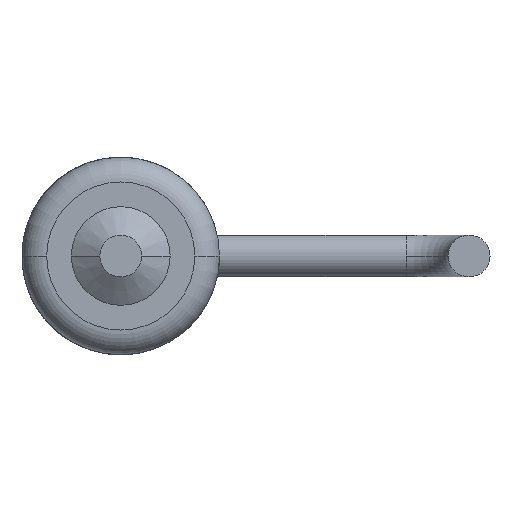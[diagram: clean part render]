
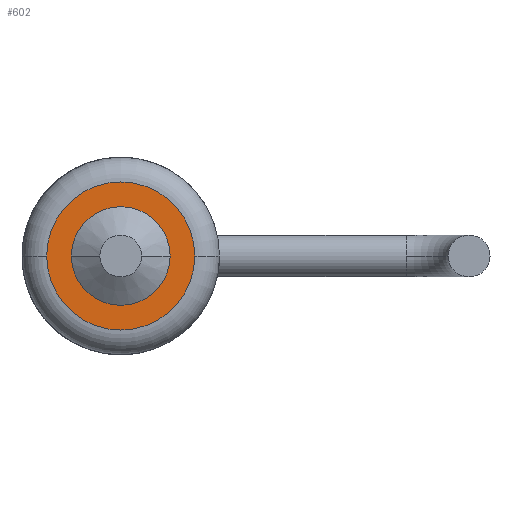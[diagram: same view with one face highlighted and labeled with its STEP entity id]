
A CAD part, front view. The second image highlights one B-rep face of the part: STEP entity #602.
In plain terms, the highlighted planar face has unit normal (0, -1, 0).
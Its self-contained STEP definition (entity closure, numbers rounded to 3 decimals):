
#95 = CIRCLE ( 'NONE', #1505, 0.81 ) ;
#146 = DIRECTION ( 'NONE',  ( 0., -1., 0. ) ) ;
#178 = DIRECTION ( 'NONE',  ( 1., 0., 0. ) ) ;
#196 = ORIENTED_EDGE ( 'NONE', *, *, #3391, .T. ) ;
#334 = EDGE_CURVE ( 'NONE', #3010, #4277, #3201, .T. ) ;
#410 = EDGE_CURVE ( 'NONE', #3360, #3955, #3279, .T. ) ;
#519 = CARTESIAN_POINT ( 'NONE',  ( -0.81, 1.21, 0. ) ) ;
#578 = CIRCLE ( 'NONE', #1770, 0.54 ) ;
#602 = ADVANCED_FACE ( 'NONE', ( #2597, #3980 ), #1614, .F. ) ;
#828 = DIRECTION ( 'NONE',  ( 1., 0., 0. ) ) ;
#910 = AXIS2_PLACEMENT_3D ( 'NONE', #4124, #146, #1436 ) ;
#1309 = DIRECTION ( 'NONE',  ( -1., 0., 0. ) ) ;
#1436 = DIRECTION ( 'NONE',  ( 1., 0., 0. ) ) ;
#1457 = CARTESIAN_POINT ( 'NONE',  ( -0.54, 1.21, 0. ) ) ;
#1505 = AXIS2_PLACEMENT_3D ( 'NONE', #2808, #3919, #178 ) ;
#1519 = ORIENTED_EDGE ( 'NONE', *, *, #2800, .F. ) ;
#1614 = PLANE ( 'NONE',  #2451 ) ;
#1770 = AXIS2_PLACEMENT_3D ( 'NONE', #1791, #2783, #828 ) ;
#1791 = CARTESIAN_POINT ( 'NONE',  ( 0., 1.21, 0. ) ) ;
#2178 = CARTESIAN_POINT ( 'NONE',  ( -0.81, 1.21, 0. ) ) ;
#2240 = ORIENTED_EDGE ( 'NONE', *, *, #334, .T. ) ;
#2451 = AXIS2_PLACEMENT_3D ( 'NONE', #519, #2953, #1309 ) ;
#2470 = CARTESIAN_POINT ( 'NONE',  ( 0., 1.21, 0. ) ) ;
#2597 = FACE_BOUND ( 'NONE', #2767, .T. ) ;
#2767 = EDGE_LOOP ( 'NONE', ( #2936, #1519 ) ) ;
#2783 = DIRECTION ( 'NONE',  ( 0., -1., 0. ) ) ;
#2800 = EDGE_CURVE ( 'NONE', #3955, #3360, #578, .T. ) ;
#2808 = CARTESIAN_POINT ( 'NONE',  ( 0., 1.21, 0. ) ) ;
#2936 = ORIENTED_EDGE ( 'NONE', *, *, #410, .F. ) ;
#2953 = DIRECTION ( 'NONE',  ( 0., 1., 0. ) ) ;
#3010 = VERTEX_POINT ( 'NONE', #3351 ) ;
#3082 = CARTESIAN_POINT ( 'NONE',  ( 0.54, 1.21, 0. ) ) ;
#3157 = DIRECTION ( 'NONE',  ( 1., 0., 0. ) ) ;
#3201 = CIRCLE ( 'NONE', #910, 0.81 ) ;
#3279 = CIRCLE ( 'NONE', #3853, 0.54 ) ;
#3351 = CARTESIAN_POINT ( 'NONE',  ( 0.81, 1.21, 0. ) ) ;
#3360 = VERTEX_POINT ( 'NONE', #3082 ) ;
#3391 = EDGE_CURVE ( 'NONE', #4277, #3010, #95, .T. ) ;
#3512 = EDGE_LOOP ( 'NONE', ( #2240, #196 ) ) ;
#3853 = AXIS2_PLACEMENT_3D ( 'NONE', #2470, #4144, #3157 ) ;
#3919 = DIRECTION ( 'NONE',  ( 0., -1., 0. ) ) ;
#3955 = VERTEX_POINT ( 'NONE', #1457 ) ;
#3980 = FACE_OUTER_BOUND ( 'NONE', #3512, .T. ) ;
#4124 = CARTESIAN_POINT ( 'NONE',  ( 0., 1.21, 0. ) ) ;
#4144 = DIRECTION ( 'NONE',  ( 0., -1., 0. ) ) ;
#4277 = VERTEX_POINT ( 'NONE', #2178 ) ;
